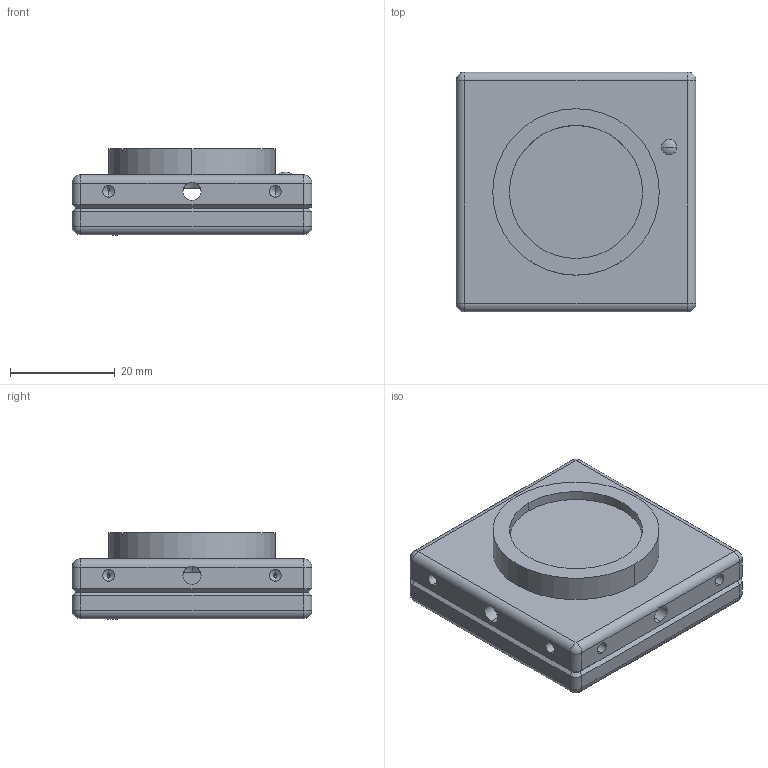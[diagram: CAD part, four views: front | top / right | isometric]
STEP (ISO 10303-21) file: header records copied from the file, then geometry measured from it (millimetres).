
FILE_DESCRIPTION (( 'STEP AP214' ), '1' );
FILE_NAME ('BladeCam Assembly.STEP', '2014-05-05T18:29:49', ( '' ), ( '' ), 'SwSTEP 2.0', 'SolidWorks 2014', '' );
FILE_SCHEMA (( 'AUTOMOTIVE_DESIGN' ));
Length unit declared in the file: millimetre
Products named in the file (9): C-mount ND filter; BladeCam front; M2 Screw; glasss ND filter; BladeCam Assembly; green led; CMount ND filter assembly; mini usb; BladeCam back
Assembly tree (11 placements, depth 3):
  BladeCam Assembly
    BladeCam back
    BladeCam front
    CMount ND filter assembly
      C-mount ND filter
      glasss ND filter
    M2 Screw  x4
    green led
    mini usb
Bounding box: 45.72 x 45.72 x 16.57 mm (x, y, z)
Volume: 14905.1 mm3; surface area: 15033.4 mm2
Topology: 10 solids, 10 shells, 300 faces, 766 edges, 469 vertices
Faces by surface type: plane 121, cylinder 116, cone 53, sphere 10
Entity records: 7530 total; most frequent: CARTESIAN_POINT 1322, DIRECTION 1300, ORIENTED_EDGE 1170, EDGE_CURVE 585, AXIS2_PLACEMENT_3D 475, VERTEX_POINT 367, LINE 350, VECTOR 350
